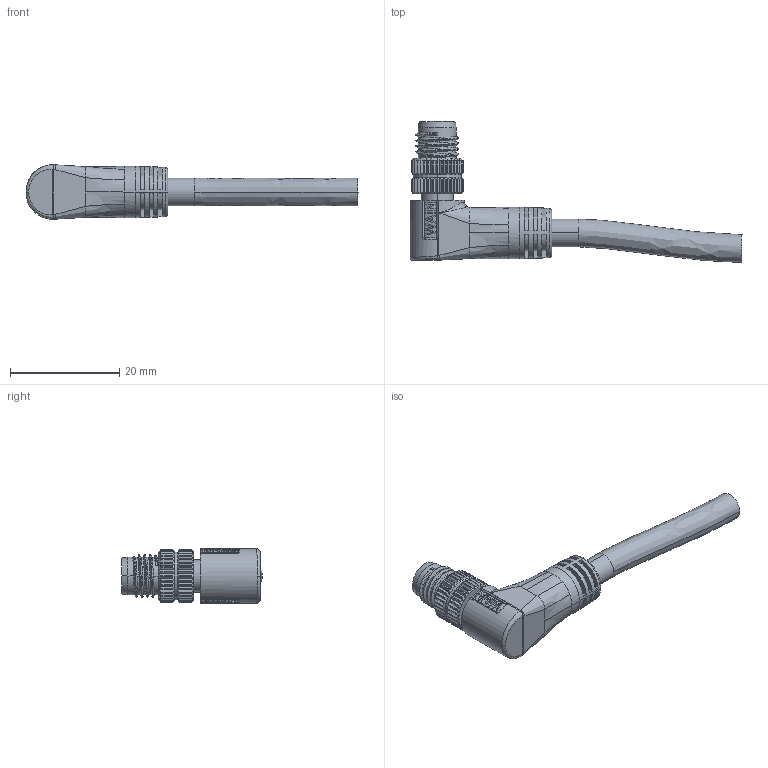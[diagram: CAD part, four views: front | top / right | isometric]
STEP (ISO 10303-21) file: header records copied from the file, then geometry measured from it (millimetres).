
FILE_DESCRIPTION((''),'2;1');
FILE_NAME('M8-M03-S-SH_SW0001','2023-03-02T',('p.yu'),(''),'PRO/ENGINEER BY PARAMETRIC TECHNOLOGY CORPORATION, 2012480','PRO/ENGINEER BY PARAMETRIC TECHNOLOGY CORPORATION, 2012480','');
FILE_SCHEMA(('CONFIG_CONTROL_DESIGN'));
Length unit declared in the file: inch
Products named in the file (1): M8-M03-S-SH_SW0001
Bounding box: 60.91 x 25.86 x 10 mm (x, y, z)
Volume: 3300.5 mm3; surface area: 2567.2 mm2
Topology: 1 solids, 1 shells, 515 faces, 1404 edges, 919 vertices
Faces by surface type: plane 294, cylinder 147, bspline 48, cone 10, torus 8, sphere 6, extrusion 2
Entity records: 21491 total; most frequent: CARTESIAN_POINT 9676, ORIENTED_EDGE 2796, DIRECTION 1923, EDGE_CURVE 1398, VERTEX_POINT 919, AXIS2_PLACEMENT_3D 693, B_SPLINE_CURVE_WITH_KNOTS 637, EDGE_LOOP 549
